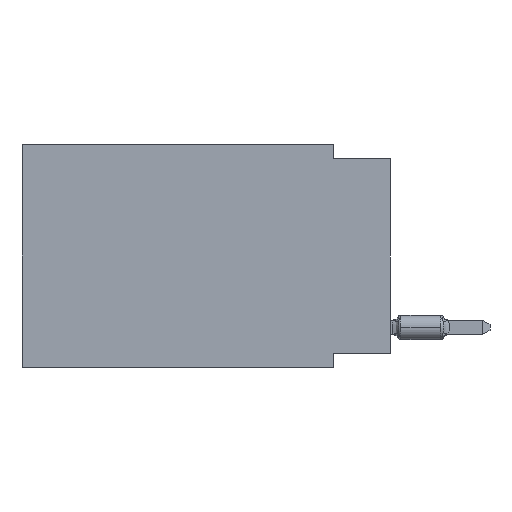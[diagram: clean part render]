
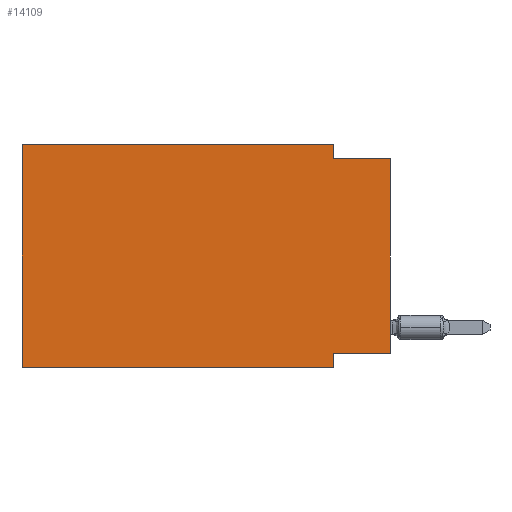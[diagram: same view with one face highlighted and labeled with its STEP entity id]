
A CAD part, left-side view. The second image highlights one B-rep face of the part: STEP entity #14109.
In plain terms, the highlighted planar face has unit normal (-1, 0, 0).
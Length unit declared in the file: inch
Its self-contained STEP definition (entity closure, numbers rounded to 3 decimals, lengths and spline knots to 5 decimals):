
#43 = DIRECTION ( 'NONE',  ( 1., 0., 0. ) ) ;
#265 = VERTEX_POINT ( 'NONE', #16108 ) ;
#653 = VECTOR ( 'NONE', #11342, 39.37008 ) ;
#895 = ORIENTED_EDGE ( 'NONE', *, *, #12065, .F. ) ;
#940 = CARTESIAN_POINT ( 'NONE',  ( 0., 0.1, 0. ) ) ;
#1375 = LINE ( 'NONE', #15831, #13266 ) ;
#1664 = VERTEX_POINT ( 'NONE', #15052 ) ;
#1780 = VERTEX_POINT ( 'NONE', #13533 ) ;
#2181 = VECTOR ( 'NONE', #5197, 39.37008 ) ;
#2280 = FACE_OUTER_BOUND ( 'NONE', #16392, .T. ) ;
#2359 = LINE ( 'NONE', #7742, #653 ) ;
#2617 = ORIENTED_EDGE ( 'NONE', *, *, #12149, .F. ) ;
#2666 = LINE ( 'NONE', #7704, #2842 ) ;
#2842 = VECTOR ( 'NONE', #6506, 39.37008 ) ;
#2859 = VECTOR ( 'NONE', #11515, 39.37008 ) ;
#3313 = EDGE_CURVE ( 'NONE', #11597, #1664, #2359, .T. ) ;
#3683 = EDGE_CURVE ( 'NONE', #265, #1664, #2666, .T. ) ;
#5197 = DIRECTION ( 'NONE',  ( 0., 0., 1. ) ) ;
#5472 = VECTOR ( 'NONE', #7873, 39.37008 ) ;
#5736 = EDGE_CURVE ( 'NONE', #14898, #265, #16446, .T. ) ;
#5923 = DIRECTION ( 'NONE',  ( 0., 1., 0. ) ) ;
#6506 = DIRECTION ( 'NONE',  ( 0., -1., 0. ) ) ;
#7358 = AXIS2_PLACEMENT_3D ( 'NONE', #12981, #43, #16893 ) ;
#7489 = PLANE ( 'NONE',  #7358 ) ;
#7692 = ORIENTED_EDGE ( 'NONE', *, *, #11155, .T. ) ;
#7704 = CARTESIAN_POINT ( 'NONE',  ( 0., 0., -0.025 ) ) ;
#7742 = CARTESIAN_POINT ( 'NONE',  ( 0., 0., 0. ) ) ;
#7873 = DIRECTION ( 'NONE',  ( 0., -1., 0. ) ) ;
#9157 = EDGE_CURVE ( 'NONE', #12316, #14898, #15828, .T. ) ;
#9876 = CARTESIAN_POINT ( 'NONE',  ( 0., 0.1, -0.365 ) ) ;
#10154 = CARTESIAN_POINT ( 'NONE',  ( 0., 0.1, -0.39 ) ) ;
#10175 = LINE ( 'NONE', #14133, #11075 ) ;
#10431 = CARTESIAN_POINT ( 'NONE',  ( 0., 0.645, 0. ) ) ;
#10570 = VERTEX_POINT ( 'NONE', #10154 ) ;
#10796 = VECTOR ( 'NONE', #11071, 39.37008 ) ;
#11071 = DIRECTION ( 'NONE',  ( 0., 0., -1. ) ) ;
#11075 = VECTOR ( 'NONE', #5923, 39.37008 ) ;
#11155 = EDGE_CURVE ( 'NONE', #1780, #10570, #13145, .T. ) ;
#11312 = CARTESIAN_POINT ( 'NONE',  ( 0., 0.1, 0. ) ) ;
#11342 = DIRECTION ( 'NONE',  ( 0., 0., 1. ) ) ;
#11515 = DIRECTION ( 'NONE',  ( 0., -1., 0. ) ) ;
#11597 = VERTEX_POINT ( 'NONE', #12011 ) ;
#12011 = CARTESIAN_POINT ( 'NONE',  ( 0., 0., -0.365 ) ) ;
#12065 = EDGE_CURVE ( 'NONE', #11597, #14451, #10175, .T. ) ;
#12149 = EDGE_CURVE ( 'NONE', #14451, #10570, #1375, .T. ) ;
#12316 = VERTEX_POINT ( 'NONE', #16009 ) ;
#12518 = EDGE_CURVE ( 'NONE', #1780, #12316, #14362, .T. ) ;
#12981 = CARTESIAN_POINT ( 'NONE',  ( 0., 0.645, 0. ) ) ;
#13065 = ORIENTED_EDGE ( 'NONE', *, *, #12518, .F. ) ;
#13145 = LINE ( 'NONE', #14257, #2859 ) ;
#13266 = VECTOR ( 'NONE', #16766, 39.37008 ) ;
#13533 = CARTESIAN_POINT ( 'NONE',  ( 0., 0.645, -0.39 ) ) ;
#13590 = ORIENTED_EDGE ( 'NONE', *, *, #9157, .F. ) ;
#14109 = ADVANCED_FACE ( 'NONE', ( #2280 ), #7489, .F. ) ;
#14133 = CARTESIAN_POINT ( 'NONE',  ( 0., 0., -0.365 ) ) ;
#14257 = CARTESIAN_POINT ( 'NONE',  ( 0., 0.645, -0.39 ) ) ;
#14362 = LINE ( 'NONE', #15556, #2181 ) ;
#14451 = VERTEX_POINT ( 'NONE', #9876 ) ;
#14729 = ORIENTED_EDGE ( 'NONE', *, *, #3683, .F. ) ;
#14898 = VERTEX_POINT ( 'NONE', #940 ) ;
#15052 = CARTESIAN_POINT ( 'NONE',  ( 0., 0., -0.025 ) ) ;
#15154 = ORIENTED_EDGE ( 'NONE', *, *, #5736, .F. ) ;
#15520 = ORIENTED_EDGE ( 'NONE', *, *, #3313, .T. ) ;
#15556 = CARTESIAN_POINT ( 'NONE',  ( 0., 0.645, 0. ) ) ;
#15828 = LINE ( 'NONE', #10431, #5472 ) ;
#15831 = CARTESIAN_POINT ( 'NONE',  ( 0., 0.1, -0.39 ) ) ;
#16009 = CARTESIAN_POINT ( 'NONE',  ( 0., 0.645, 0. ) ) ;
#16108 = CARTESIAN_POINT ( 'NONE',  ( 0., 0.1, -0.025 ) ) ;
#16392 = EDGE_LOOP ( 'NONE', ( #15520, #14729, #15154, #13590, #13065, #7692, #2617, #895 ) ) ;
#16446 = LINE ( 'NONE', #11312, #10796 ) ;
#16766 = DIRECTION ( 'NONE',  ( 0., 0., -1. ) ) ;
#16893 = DIRECTION ( 'NONE',  ( 0., 0., -1. ) ) ;
